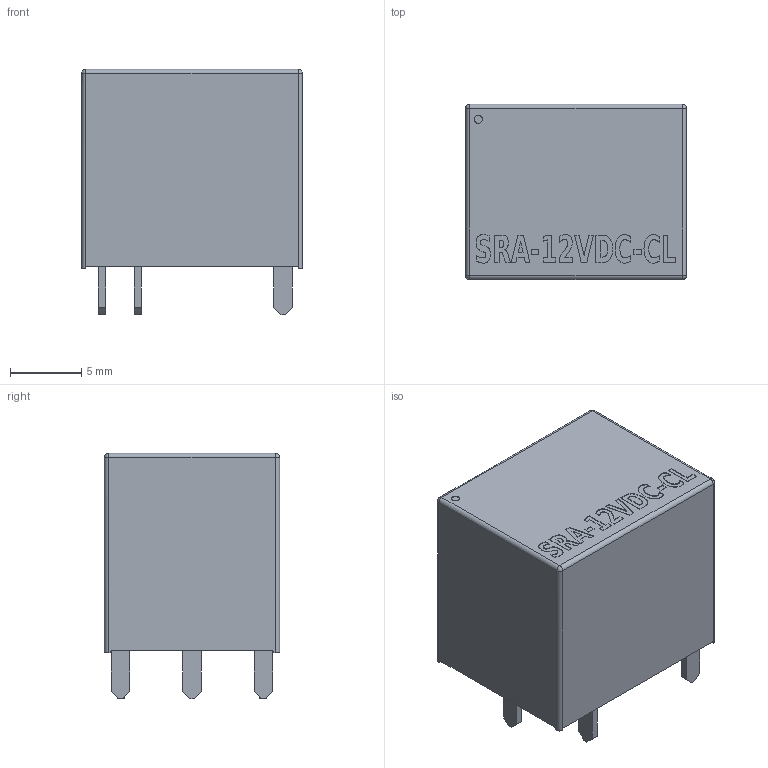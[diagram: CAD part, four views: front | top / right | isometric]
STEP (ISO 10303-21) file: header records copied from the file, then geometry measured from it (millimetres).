
FILE_DESCRIPTION(('FreeCAD Model'),'2;1');
FILE_NAME('SRA_12VDC_CL.step','2020-04-13T20:32:51', ('kicad StepUp'),('ksu MCAD'),'Open CASCADE STEP processor 7.3', 'FreeCAD','Unknown');
FILE_SCHEMA(('AUTOMOTIVE_DESIGN { 1 0 10303 214 1 1 1 1 }'));
Length unit declared in the file: millimetre
Products named in the file (1): SRA_12VDC_CL
Bounding box: 15.5 x 12.3 x 17.2 mm (x, y, z)
Volume: 2643.8 mm3; surface area: 1197.1 mm2
Topology: 1 solids, 1 shells, 254 faces, 679 edges, 442 vertices
Faces by surface type: extrusion 168, plane 73, cylinder 9, sphere 4
Full cylindrical faces by diameter (mm): 0.564 x1
Entity records: 9609 total; most frequent: CARTESIAN_POINT 2152, ORIENTED_EDGE 1350, DIRECTION 703, EDGE_CURVE 675, B_SPLINE_CURVE_WITH_KNOTS 504, VECTOR 485, VERTEX_POINT 442, LINE 317
